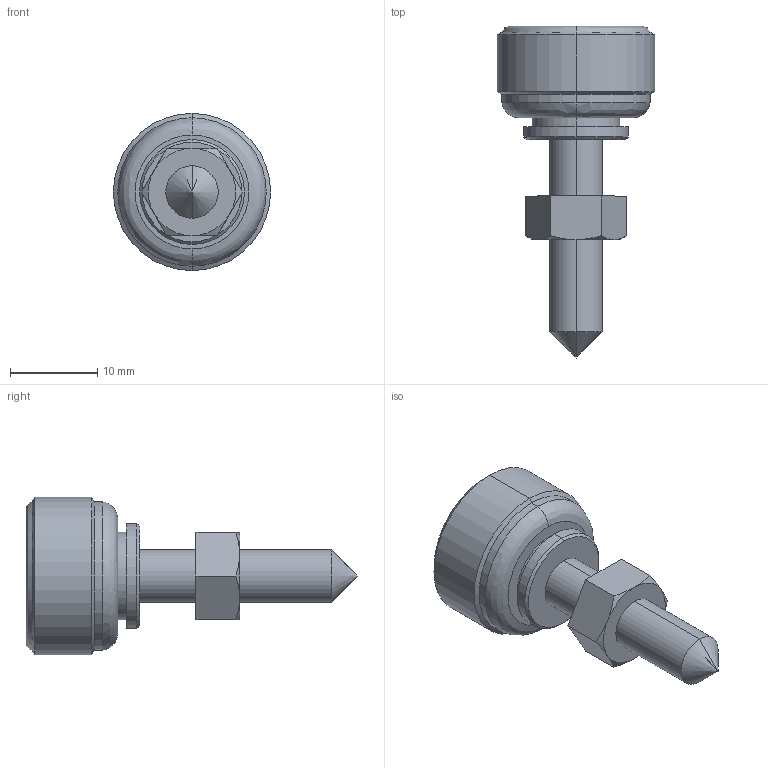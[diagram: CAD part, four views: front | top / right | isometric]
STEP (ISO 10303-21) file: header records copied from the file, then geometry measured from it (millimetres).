
FILE_DESCRIPTION( (''), '2;1');
FILE_NAME ('PC3955.24684.THA_340SUS_18_6_N_21855.stp','2025-12-02T13:22:48',(''),(''),'spGate 20.6.3 (****-****-****-****)','','');
FILE_SCHEMA (('AUTOMOTIVE_DESIGN'));
Length unit declared in the file: millimetre
Products named in the file (3): Assembly; THA_340SUS_18_6_Nツマミ; M6ナット
Assembly tree (2 placements, depth 2):
  Assembly
    THA_340SUS_18_6_Nツマミ
    M6ナット
Bounding box: 18 x 38 x 18 mm (x, y, z)
Volume: 3707.7 mm3; surface area: 1957.1 mm2
Topology: 2 solids, 2 shells, 42 faces, 90 edges, 53 vertices
Faces by surface type: bspline 18, plane 12, cylinder 12
Entity records: 2083 total; most frequent: CARTESIAN_POINT 478, ORIENTED_EDGE 176, DIRECTION 152, COLOUR_RGB 132, PRESENTATION_STYLE_ASSIGNMENT 132, STYLED_ITEM 132, EDGE_CURVE 88, DRAUGHTING_PRE_DEFINED_CURVE_FONT 88
